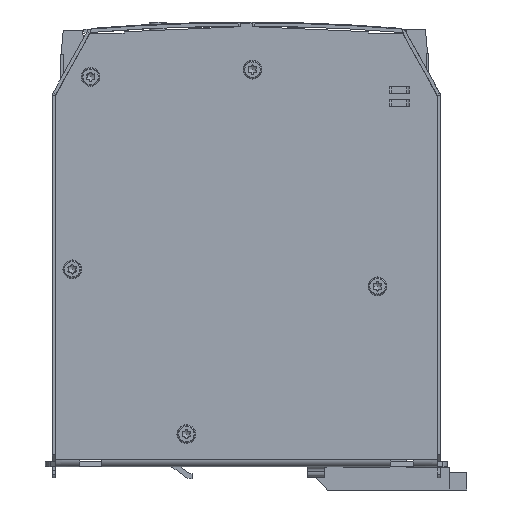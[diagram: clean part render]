
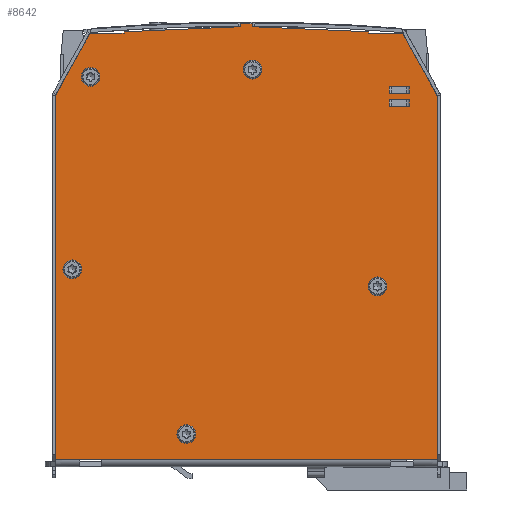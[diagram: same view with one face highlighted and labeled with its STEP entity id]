
A CAD part, left-side view. The second image highlights one B-rep face of the part: STEP entity #8642.
In plain terms, the highlighted planar face has unit normal (-1, 0, 0).
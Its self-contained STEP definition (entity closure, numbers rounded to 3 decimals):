
#2217=CARTESIAN_POINT('',(-33.5,-35.9,127.73));
#2218=VERTEX_POINT('',#2217);
#2227=CARTESIAN_POINT('',(-33.5,-35.9,127.3));
#2228=VERTEX_POINT('',#2227);
#2229=CARTESIAN_POINT('',(-33.5,-35.9,127.3));
#2230=DIRECTION('',(0.0,0.0,1.0));
#2231=VECTOR('',#2230,0.43);
#2232=LINE('',#2229,#2231);
#2233=EDGE_CURVE('',#2228,#2218,#2232,.T.);
#2257=CARTESIAN_POINT('',(-33.5,-45.9,127.3));
#2258=VERTEX_POINT('',#2257);
#2259=CARTESIAN_POINT('',(-33.5,-45.9,127.3));
#2260=DIRECTION('',(0.0,1.0,0.0));
#2261=VECTOR('',#2260,10.0);
#2262=LINE('',#2259,#2261);
#2263=EDGE_CURVE('',#2258,#2228,#2262,.T.);
#2290=CARTESIAN_POINT('',(-33.5,35.9,127.73));
#2291=VERTEX_POINT('',#2290);
#2306=CARTESIAN_POINT('',(-33.5,35.9,127.3));
#2307=VERTEX_POINT('',#2306);
#2314=CARTESIAN_POINT('',(-33.5,35.9,127.73));
#2315=DIRECTION('',(0.0,0.0,-1.0));
#2316=VECTOR('',#2315,0.43);
#2317=LINE('',#2314,#2316);
#2318=EDGE_CURVE('',#2291,#2307,#2317,.T.);
#2328=CARTESIAN_POINT('',(-33.5,45.9,127.3));
#2329=VERTEX_POINT('',#2328);
#2330=CARTESIAN_POINT('',(-33.5,35.9,127.3));
#2331=DIRECTION('',(0.0,1.0,0.0));
#2332=VECTOR('',#2331,10.0);
#2333=LINE('',#2330,#2332);
#2334=EDGE_CURVE('',#2307,#2329,#2333,.T.);
#3137=CARTESIAN_POINT('',(-33.5,1.7,129.2));
#3138=VERTEX_POINT('',#3137);
#3139=CARTESIAN_POINT('',(-33.5,1.7,129.2));
#3140=DIRECTION('',(0.0,0.999,-0.043));
#3141=VECTOR('',#3140,34.232);
#3142=LINE('',#3139,#3141);
#3143=EDGE_CURVE('',#3138,#2291,#3142,.T.);
#6343=CARTESIAN_POINT('',(-33.5,-41.9,105.8));
#6344=VERTEX_POINT('',#6343);
#6359=CARTESIAN_POINT('',(-33.5,-41.9,107.8));
#6360=VERTEX_POINT('',#6359);
#6367=CARTESIAN_POINT('',(-33.5,-41.9,107.8));
#6368=DIRECTION('',(0.0,0.0,-1.0));
#6369=VECTOR('',#6368,2.);
#6370=LINE('',#6367,#6369);
#6371=EDGE_CURVE('',#6360,#6344,#6370,.T.);
#6470=CARTESIAN_POINT('',(-33.5,-47.9,105.8));
#6471=VERTEX_POINT('',#6470);
#6478=CARTESIAN_POINT('',(-33.5,-47.9,107.8));
#6479=VERTEX_POINT('',#6478);
#6480=CARTESIAN_POINT('',(-33.5,-47.9,107.8));
#6481=DIRECTION('',(0.0,0.0,-1.0));
#6482=VECTOR('',#6481,2.);
#6483=LINE('',#6480,#6482);
#6484=EDGE_CURVE('',#6479,#6471,#6483,.T.);
#6520=CARTESIAN_POINT('',(-33.5,-47.9,105.8));
#6521=DIRECTION('',(0.0,1.0,0.0));
#6522=VECTOR('',#6521,6.);
#6523=LINE('',#6520,#6522);
#6524=EDGE_CURVE('',#6471,#6344,#6523,.T.);
#6645=CARTESIAN_POINT('',(-33.5,-41.9,109.6));
#6646=VERTEX_POINT('',#6645);
#6661=CARTESIAN_POINT('',(-33.5,-41.9,111.6));
#6662=VERTEX_POINT('',#6661);
#6669=CARTESIAN_POINT('',(-33.5,-41.9,111.6));
#6670=DIRECTION('',(0.0,0.0,-1.0));
#6671=VECTOR('',#6670,2.);
#6672=LINE('',#6669,#6671);
#6673=EDGE_CURVE('',#6662,#6646,#6672,.T.);
#6780=CARTESIAN_POINT('',(-33.5,-47.9,109.6));
#6781=VERTEX_POINT('',#6780);
#6788=CARTESIAN_POINT('',(-33.5,-47.9,111.6));
#6789=VERTEX_POINT('',#6788);
#6790=CARTESIAN_POINT('',(-33.5,-47.9,111.6));
#6791=DIRECTION('',(0.0,0.0,-1.0));
#6792=VECTOR('',#6791,2.);
#6793=LINE('',#6790,#6792);
#6794=EDGE_CURVE('',#6789,#6781,#6793,.T.);
#6832=CARTESIAN_POINT('',(-33.5,-41.9,111.6));
#6833=DIRECTION('',(0.0,-1.0,0.0));
#6834=VECTOR('',#6833,6.);
#6835=LINE('',#6832,#6834);
#6836=EDGE_CURVE('',#6662,#6789,#6835,.T.);
#6847=CARTESIAN_POINT('',(-33.5,-41.9,107.8));
#6848=DIRECTION('',(0.0,-1.0,0.0));
#6849=VECTOR('',#6848,6.);
#6850=LINE('',#6847,#6849);
#6851=EDGE_CURVE('',#6360,#6479,#6850,.T.);
#6866=CARTESIAN_POINT('',(-33.5,-47.9,109.6));
#6867=DIRECTION('',(0.0,1.0,0.0));
#6868=VECTOR('',#6867,6.);
#6869=LINE('',#6866,#6868);
#6870=EDGE_CURVE('',#6781,#6646,#6869,.T.);
#6888=CARTESIAN_POINT('',(-33.5,45.7,116.5));
#6889=VERTEX_POINT('',#6888);
#6890=CARTESIAN_POINT('',(-33.5,45.7,114.5));
#6891=DIRECTION('',(1.0,0.0,0.0));
#6892=DIRECTION('',(0.0,0.0,1.0));
#6893=AXIS2_PLACEMENT_3D('',#6890,#6891,#6892);
#6894=CIRCLE('',#6893,2.0);
#6895=EDGE_CURVE('',#6889,#6889,#6894,.T.);
#7200=CARTESIAN_POINT('',(-33.5,51.1,59.25));
#7201=VERTEX_POINT('',#7200);
#7202=CARTESIAN_POINT('',(-33.5,51.1,58.));
#7203=DIRECTION('',(1.0,0.0,0.0));
#7204=DIRECTION('',(0.0,0.0,1.0));
#7205=AXIS2_PLACEMENT_3D('',#7202,#7203,#7204);
#7206=CIRCLE('',#7205,1.25);
#7207=EDGE_CURVE('',#7201,#7201,#7206,.T.);
#7220=CARTESIAN_POINT('',(-33.5,-38.5,54.25));
#7221=VERTEX_POINT('',#7220);
#7222=CARTESIAN_POINT('',(-33.5,-38.5,53.));
#7223=DIRECTION('',(1.0,0.0,0.0));
#7224=DIRECTION('',(0.0,0.0,1.0));
#7225=AXIS2_PLACEMENT_3D('',#7222,#7223,#7224);
#7226=CIRCLE('',#7225,1.25);
#7227=EDGE_CURVE('',#7221,#7221,#7226,.T.);
#7240=CARTESIAN_POINT('',(-33.5,17.6,11.15));
#7241=VERTEX_POINT('',#7240);
#7242=CARTESIAN_POINT('',(-33.5,17.6,9.6));
#7243=DIRECTION('',(1.0,0.0,0.0));
#7244=DIRECTION('',(0.0,0.0,1.0));
#7245=AXIS2_PLACEMENT_3D('',#7242,#7243,#7244);
#7246=CIRCLE('',#7245,1.55);
#7247=EDGE_CURVE('',#7241,#7241,#7246,.T.);
#7260=CARTESIAN_POINT('',(-33.5,-1.8,118.15));
#7261=VERTEX_POINT('',#7260);
#7262=CARTESIAN_POINT('',(-33.5,-1.8,116.6));
#7263=DIRECTION('',(1.0,0.0,0.0));
#7264=DIRECTION('',(0.0,0.0,1.0));
#7265=AXIS2_PLACEMENT_3D('',#7262,#7263,#7264);
#7266=CIRCLE('',#7265,1.55);
#7267=EDGE_CURVE('',#7261,#7261,#7266,.T.);
#8535=CARTESIAN_POINT('',(-33.5,0.,-31.215));
#8536=DIRECTION('',(1.0,0.0,0.0));
#8537=DIRECTION('',(0.0,1.0,0.0));
#8538=AXIS2_PLACEMENT_3D('',#8535,#8536,#8537);
#8539=PLANE('',#8538);
#8540=ORIENTED_EDGE('',*,*,#2233,.T.);
#8541=CARTESIAN_POINT('',(-33.5,-1.7,129.2));
#8542=VERTEX_POINT('',#8541);
#8543=CARTESIAN_POINT('',(-33.5,-35.9,127.73));
#8544=DIRECTION('',(0.,0.999,0.043));
#8545=VECTOR('',#8544,34.232);
#8546=LINE('',#8543,#8545);
#8547=EDGE_CURVE('',#2218,#8542,#8546,.T.);
#8548=ORIENTED_EDGE('',*,*,#8547,.T.);
#8549=CARTESIAN_POINT('',(-33.5,-1.7,130.1));
#8550=VERTEX_POINT('',#8549);
#8551=CARTESIAN_POINT('',(-33.5,-1.7,129.2));
#8552=DIRECTION('',(0.0,0.0,1.0));
#8553=VECTOR('',#8552,0.9);
#8554=LINE('',#8551,#8553);
#8555=EDGE_CURVE('',#8542,#8550,#8554,.T.);
#8556=ORIENTED_EDGE('',*,*,#8555,.T.);
#8557=CARTESIAN_POINT('',(-33.5,1.7,130.1));
#8558=VERTEX_POINT('',#8557);
#8559=CARTESIAN_POINT('',(-33.5,1.7,130.1));
#8560=DIRECTION('',(0.0,-1.0,0.0));
#8561=VECTOR('',#8560,3.4);
#8562=LINE('',#8559,#8561);
#8563=EDGE_CURVE('',#8558,#8550,#8562,.T.);
#8564=ORIENTED_EDGE('',*,*,#8563,.F.);
#8565=CARTESIAN_POINT('',(-33.5,1.7,130.1));
#8566=DIRECTION('',(0.0,0.0,-1.0));
#8567=VECTOR('',#8566,0.9);
#8568=LINE('',#8565,#8567);
#8569=EDGE_CURVE('',#8558,#3138,#8568,.T.);
#8570=ORIENTED_EDGE('',*,*,#8569,.T.);
#8571=ORIENTED_EDGE('',*,*,#3143,.T.);
#8572=ORIENTED_EDGE('',*,*,#2318,.T.);
#8573=ORIENTED_EDGE('',*,*,#2334,.T.);
#8574=CARTESIAN_POINT('',(-33.5,56.,109.1));
#8575=VERTEX_POINT('',#8574);
#8576=CARTESIAN_POINT('',(-33.5,45.9,127.3));
#8577=DIRECTION('',(0.,0.485,-0.874));
#8578=VECTOR('',#8577,20.815);
#8579=LINE('',#8576,#8578);
#8580=EDGE_CURVE('',#2329,#8575,#8579,.T.);
#8581=ORIENTED_EDGE('',*,*,#8580,.T.);
#8582=CARTESIAN_POINT('',(-33.5,56.,2.25));
#8583=VERTEX_POINT('',#8582);
#8584=CARTESIAN_POINT('',(-33.5,56.,2.25));
#8585=DIRECTION('',(0.0,0.0,1.0));
#8586=VECTOR('',#8585,106.85);
#8587=LINE('',#8584,#8586);
#8588=EDGE_CURVE('',#8583,#8575,#8587,.T.);
#8589=ORIENTED_EDGE('',*,*,#8588,.F.);
#8590=CARTESIAN_POINT('',(-33.5,-56.,2.25));
#8591=VERTEX_POINT('',#8590);
#8592=CARTESIAN_POINT('',(-33.5,56.,2.25));
#8593=DIRECTION('',(0.0,-1.0,0.0));
#8594=VECTOR('',#8593,112.);
#8595=LINE('',#8592,#8594);
#8596=EDGE_CURVE('',#8583,#8591,#8595,.T.);
#8597=ORIENTED_EDGE('',*,*,#8596,.T.);
#8598=CARTESIAN_POINT('',(-33.5,-56.,109.1));
#8599=VERTEX_POINT('',#8598);
#8600=CARTESIAN_POINT('',(-33.5,-56.,109.1));
#8601=DIRECTION('',(0.0,0.0,-1.0));
#8602=VECTOR('',#8601,106.85);
#8603=LINE('',#8600,#8602);
#8604=EDGE_CURVE('',#8599,#8591,#8603,.T.);
#8605=ORIENTED_EDGE('',*,*,#8604,.F.);
#8606=CARTESIAN_POINT('',(-33.5,-56.,109.1));
#8607=DIRECTION('',(0.,0.485,0.874));
#8608=VECTOR('',#8607,20.815);
#8609=LINE('',#8606,#8608);
#8610=EDGE_CURVE('',#8599,#2258,#8609,.T.);
#8611=ORIENTED_EDGE('',*,*,#8610,.T.);
#8612=ORIENTED_EDGE('',*,*,#2263,.T.);
#8613=EDGE_LOOP('',(#8540,#8548,#8556,#8564,#8570,#8571,#8572,#8573,#8581,#8589,#8597,#8605,#8611,#8612));
#8614=FACE_OUTER_BOUND('',#8613,.T.);
#8615=ORIENTED_EDGE('',*,*,#6484,.T.);
#8616=ORIENTED_EDGE('',*,*,#6524,.T.);
#8617=ORIENTED_EDGE('',*,*,#6371,.F.);
#8618=ORIENTED_EDGE('',*,*,#6851,.T.);
#8619=EDGE_LOOP('',(#8615,#8616,#8617,#8618));
#8620=FACE_BOUND('',#8619,.T.);
#8621=ORIENTED_EDGE('',*,*,#6870,.T.);
#8622=ORIENTED_EDGE('',*,*,#6673,.F.);
#8623=ORIENTED_EDGE('',*,*,#6836,.T.);
#8624=ORIENTED_EDGE('',*,*,#6794,.T.);
#8625=EDGE_LOOP('',(#8621,#8622,#8623,#8624));
#8626=FACE_BOUND('',#8625,.T.);
#8627=ORIENTED_EDGE('',*,*,#6895,.T.);
#8628=EDGE_LOOP('',(#8627));
#8629=FACE_BOUND('',#8628,.T.);
#8630=ORIENTED_EDGE('',*,*,#7207,.T.);
#8631=EDGE_LOOP('',(#8630));
#8632=FACE_BOUND('',#8631,.T.);
#8633=ORIENTED_EDGE('',*,*,#7227,.T.);
#8634=EDGE_LOOP('',(#8633));
#8635=FACE_BOUND('',#8634,.T.);
#8636=ORIENTED_EDGE('',*,*,#7247,.T.);
#8637=EDGE_LOOP('',(#8636));
#8638=FACE_BOUND('',#8637,.T.);
#8639=ORIENTED_EDGE('',*,*,#7267,.T.);
#8640=EDGE_LOOP('',(#8639));
#8641=FACE_BOUND('',#8640,.T.);
#8642=ADVANCED_FACE('',(#8614,#8620,#8626,#8629,#8632,#8635,#8638,#8641),#8539,.F.);
